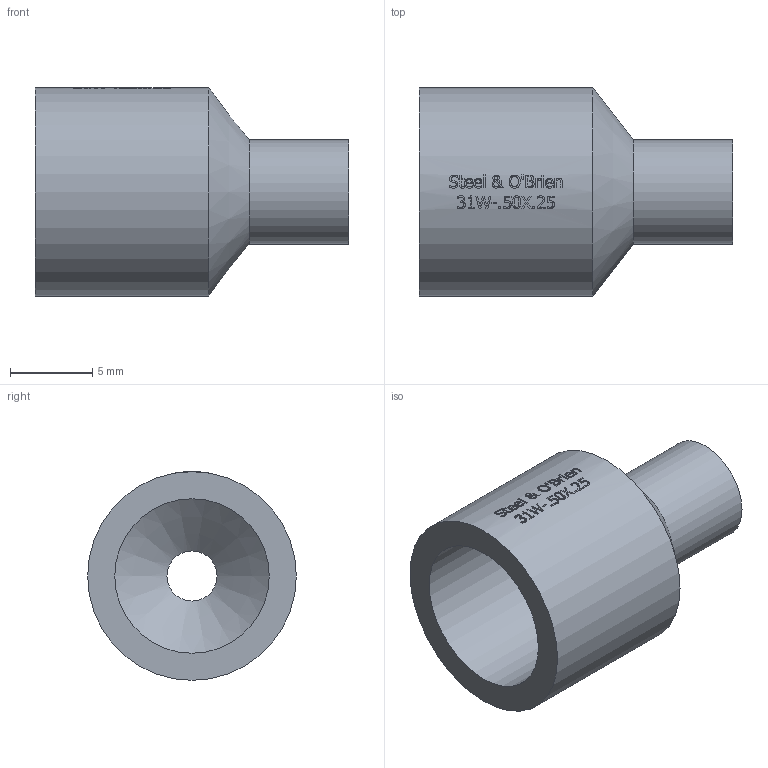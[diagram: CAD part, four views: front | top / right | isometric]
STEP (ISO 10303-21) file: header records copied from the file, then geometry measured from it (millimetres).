
FILE_DESCRIPTION(/* description */ (''),/* implementation_level */ '2;1');
FILE_NAME(/* name */ '31W-.50X.25.stp',/* time_stamp */ '2019-08-02T13:32:58-04:00',/* author */ ('rick'),/* organization */ (''),/* preprocessor_version */ 'ST-DEVELOPER v15.2',/* originating_system */ 'Autodesk Inventor 2014',/* authorisation */ '');
FILE_SCHEMA (('AUTOMOTIVE_DESIGN { 1 0 10303 214 3 1 1 }'));
Length unit declared in the file: inch
Products named in the file (1): 31W-.50X.25
Bounding box: 19.05 x 12.7 x 12.7 mm (x, y, z)
Volume: 901.8 mm3; surface area: 1183.6 mm2
Topology: 1 solids, 1 shells, 385 faces, 1043 edges, 694 vertices
Faces by surface type: bspline 188, plane 157, cylinder 38, cone 2
Full cylindrical faces by diameter (mm): 3.048 x1, 6.35 x1, 9.398 x1, 12.7 x1
Entity records: 15543 total; most frequent: CARTESIAN_POINT 6925, ORIENTED_EDGE 2074, DIRECTION 1231, EDGE_CURVE 1037, VERTEX_POINT 694, LINE 487, VECTOR 487, EDGE_LOOP 427
